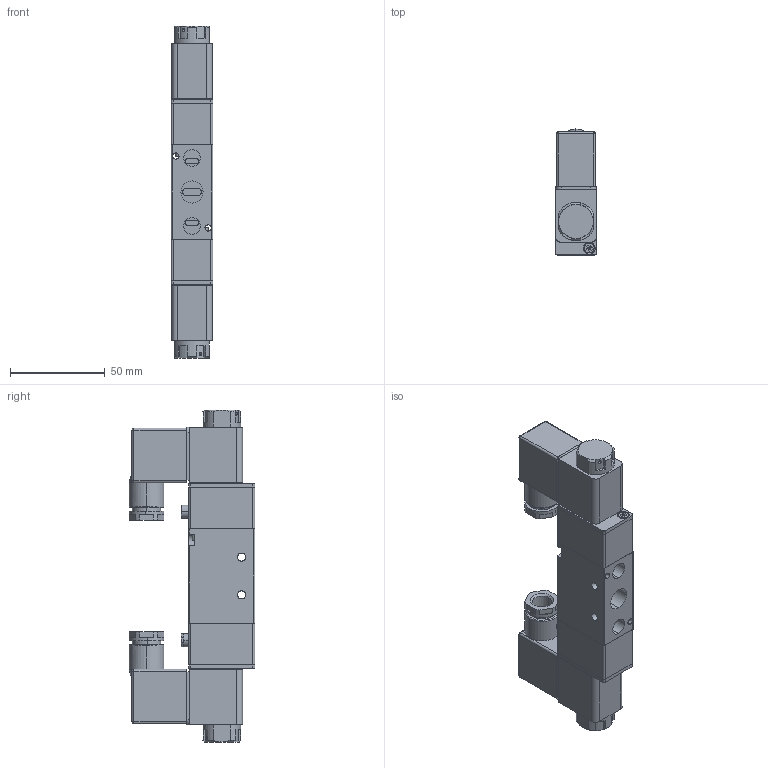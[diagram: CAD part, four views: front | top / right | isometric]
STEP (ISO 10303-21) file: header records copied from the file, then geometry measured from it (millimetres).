
FILE_DESCRIPTION (( 'STEP AP203' ), '1' );
FILE_NAME ('4V220-08-D.STEP', '2017-12-04T21:58:40', ( '' ), ( '' ), 'SwSTEP 2.0', 'SolidWorks 2016', '' );
FILE_SCHEMA (( 'CONFIG_CONTROL_DESIGN' ));
Length unit declared in the file: millimetre
Products named in the file (1): 4V220-08-D
Bounding box: 22 x 66.4 x 175.4 mm (x, y, z)
Volume: 141843.1 mm3; surface area: 55891.9 mm2
Topology: 23 solids, 23 shells, 624 faces, 1550 edges, 996 vertices
Faces by surface type: plane 348, cylinder 220, cone 32, bspline 24
Entity records: 19249 total; most frequent: CARTESIAN_POINT 4267, DIRECTION 3112, ORIENTED_EDGE 3076, EDGE_CURVE 1538, AXIS2_PLACEMENT_3D 1103, VERTEX_POINT 996, VECTOR 906, LINE 906
